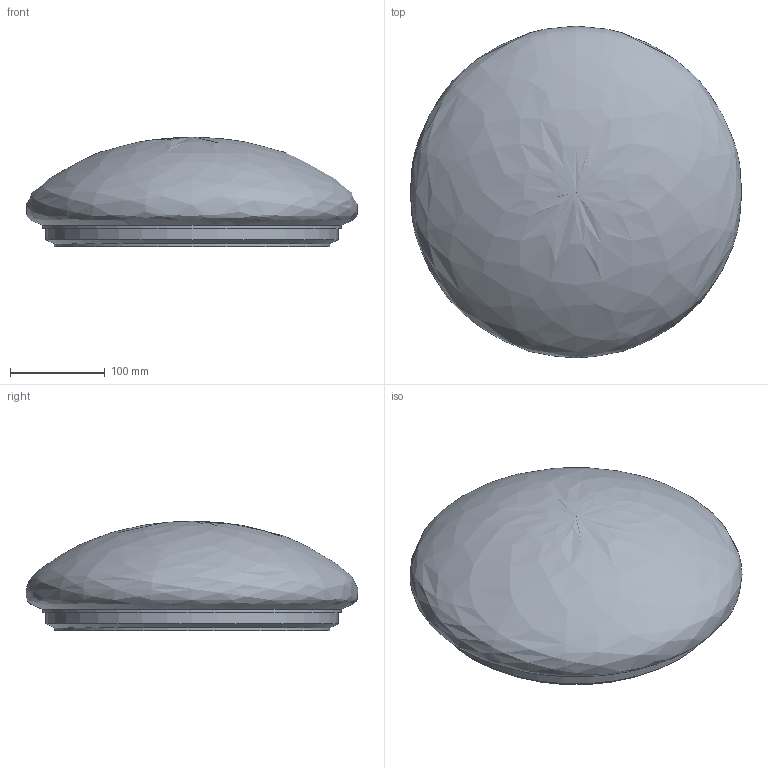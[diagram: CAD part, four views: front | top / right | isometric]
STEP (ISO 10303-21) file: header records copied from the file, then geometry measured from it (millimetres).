
FILE_DESCRIPTION (( 'STEP AP214' ), '1' );
FILE_NAME ('SF_CIRC_350.STEP', '2022-06-21T12:17:07', ( '' ), ( '' ), 'SwSTEP 2.0', 'SolidWorks 2020', '' );
FILE_SCHEMA (( 'AUTOMOTIVE_DESIGN' ));
Length unit declared in the file: millimetre
Products named in the file (1): SF_CIRC_350
Bounding box: 348.85 x 349.21 x 115 mm (x, y, z)
Volume: 7689166.8 mm3; surface area: 401607.1 mm2
Topology: 2 solids, 2 shells, 9 faces, 14 edges, 9 vertices
Faces by surface type: plane 4, cylinder 3, bspline 1, cone 1
Full cylindrical faces by diameter (mm): 290 x1, 307.82 x1, 314.662 x1
Entity records: 514 total; most frequent: CARTESIAN_POINT 333, DIRECTION 30, ORIENTED_EDGE 16, AXIS2_PLACEMENT_3D 15, EDGE_LOOP 14, FACE_OUTER_BOUND 12, ADVANCED_FACE 9, EDGE_CURVE 8
